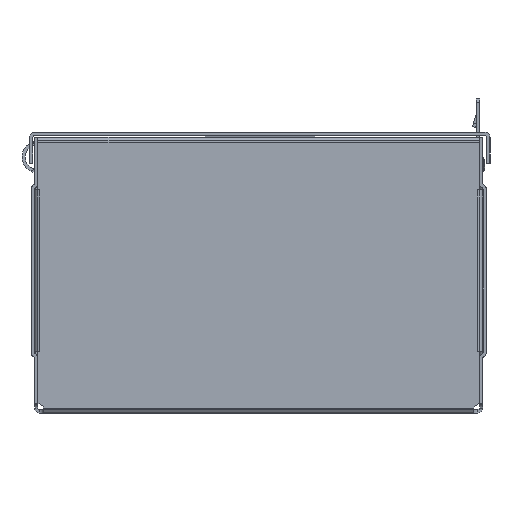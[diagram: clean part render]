
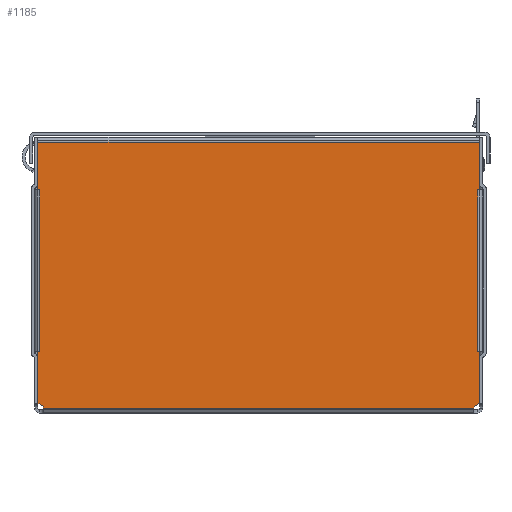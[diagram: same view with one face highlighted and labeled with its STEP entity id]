
A CAD part, left-side view. The second image highlights one B-rep face of the part: STEP entity #1185.
In plain terms, the highlighted planar face has unit normal (-1, 0, 0).
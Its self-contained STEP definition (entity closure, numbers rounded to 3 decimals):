
#1185 = ADVANCED_FACE( '', ( #2500 ), #2501, .F. );
#2500 = FACE_OUTER_BOUND( '', #4073, .T. );
#2501 = PLANE( '', #4074 );
#4073 = EDGE_LOOP( '', ( #7348, #7349, #7350, #7351, #7352, #7353, #7354, #7355, #7356, #7357, #7358, #7359, #7360, #7361, #7362, #7363, #7364, #7365 ) );
#4074 = AXIS2_PLACEMENT_3D( '', #7366, #7367, #7368 );
#7348 = ORIENTED_EDGE( '', *, *, #8964, .T. );
#7349 = ORIENTED_EDGE( '', *, *, #9450, .T. );
#7350 = ORIENTED_EDGE( '', *, *, #9413, .F. );
#7351 = ORIENTED_EDGE( '', *, *, #9664, .F. );
#7352 = ORIENTED_EDGE( '', *, *, #9727, .F. );
#7353 = ORIENTED_EDGE( '', *, *, #8676, .T. );
#7354 = ORIENTED_EDGE( '', *, *, #9728, .F. );
#7355 = ORIENTED_EDGE( '', *, *, #8990, .T. );
#7356 = ORIENTED_EDGE( '', *, *, #9400, .F. );
#7357 = ORIENTED_EDGE( '', *, *, #9729, .T. );
#7358 = ORIENTED_EDGE( '', *, *, #9219, .T. );
#7359 = ORIENTED_EDGE( '', *, *, #9730, .T. );
#7360 = ORIENTED_EDGE( '', *, *, #9056, .T. );
#7361 = ORIENTED_EDGE( '', *, *, #9438, .F. );
#7362 = ORIENTED_EDGE( '', *, *, #9520, .F. );
#7363 = ORIENTED_EDGE( '', *, *, #9227, .T. );
#7364 = ORIENTED_EDGE( '', *, *, #8413, .F. );
#7365 = ORIENTED_EDGE( '', *, *, #9509, .T. );
#7366 = CARTESIAN_POINT( '', ( -762., 709.46, 0. ) );
#7367 = DIRECTION( '', ( 1., 0., 0. ) );
#7368 = DIRECTION( '', ( 0., 0., -1. ) );
#8413 = EDGE_CURVE( '', #9934, #9930, #9936, .T. );
#8676 = EDGE_CURVE( '', #10409, #10407, #10410, .T. );
#8964 = EDGE_CURVE( '', #10903, #10901, #10904, .T. );
#8990 = EDGE_CURVE( '', #10945, #10943, #10946, .T. );
#9056 = EDGE_CURVE( '', #11045, #11043, #11046, .T. );
#9219 = EDGE_CURVE( '', #11284, #11134, #11285, .T. );
#9227 = EDGE_CURVE( '', #10674, #9930, #11296, .T. );
#9400 = EDGE_CURVE( '', #11547, #10943, #11549, .T. );
#9413 = EDGE_CURVE( '', #11566, #11567, #11568, .T. );
#9438 = EDGE_CURVE( '', #11595, #11043, #11597, .T. );
#9450 = EDGE_CURVE( '', #10901, #11567, #11614, .T. );
#9509 = EDGE_CURVE( '', #9934, #10903, #11685, .T. );
#9520 = EDGE_CURVE( '', #10674, #11595, #11696, .T. );
#9664 = EDGE_CURVE( '', #11870, #11566, #11872, .T. );
#9727 = EDGE_CURVE( '', #10409, #11870, #11944, .T. );
#9728 = EDGE_CURVE( '', #10945, #10407, #11945, .T. );
#9729 = EDGE_CURVE( '', #11547, #11284, #11946, .T. );
#9730 = EDGE_CURVE( '', #11134, #11045, #11947, .T. );
#9930 = VERTEX_POINT( '', #12162 );
#9934 = VERTEX_POINT( '', #12168 );
#9936 = LINE( '', #12171, #12172 );
#10407 = VERTEX_POINT( '', #12838 );
#10409 = VERTEX_POINT( '', #12840 );
#10410 = LINE( '', #12841, #12842 );
#10674 = VERTEX_POINT( '', #13249 );
#10901 = VERTEX_POINT( '', #13562 );
#10903 = VERTEX_POINT( '', #13564 );
#10904 = LINE( '', #13565, #13566 );
#10943 = VERTEX_POINT( '', #13618 );
#10945 = VERTEX_POINT( '', #13621 );
#10946 = LINE( '', #13622, #13623 );
#11043 = VERTEX_POINT( '', #13753 );
#11045 = VERTEX_POINT( '', #13756 );
#11046 = LINE( '', #13757, #13758 );
#11134 = VERTEX_POINT( '', #13901 );
#11284 = VERTEX_POINT( '', #14159 );
#11285 = LINE( '', #14160, #14161 );
#11296 = LINE( '', #14189, #14190 );
#11547 = VERTEX_POINT( '', #14553 );
#11549 = LINE( '', #14556, #14557 );
#11566 = VERTEX_POINT( '', #14579 );
#11567 = VERTEX_POINT( '', #14580 );
#11568 = LINE( '', #14581, #14582 );
#11595 = VERTEX_POINT( '', #14620 );
#11597 = LINE( '', #14623, #14624 );
#11614 = LINE( '', #14647, #14648 );
#11685 = LINE( '', #14752, #14753 );
#11696 = LINE( '', #14780, #14781 );
#11870 = VERTEX_POINT( '', #15011 );
#11872 = LINE( '', #15014, #15015 );
#11944 = LINE( '', #15134, #15135 );
#11945 = LINE( '', #15136, #15137 );
#11946 = CIRCLE( '', #15138, 2.896 );
#11947 = CIRCLE( '', #15139, 2.896 );
#12162 = CARTESIAN_POINT( '', ( -762., -100.848, 102.743 ) );
#12168 = CARTESIAN_POINT( '', ( -762., -100.848, 102.745 ) );
#12171 = CARTESIAN_POINT( '', ( -762., -100.848, 28.217 ) );
#12172 = VECTOR( '', #15437, 1000. );
#12838 = CARTESIAN_POINT( '', ( -762., 100.848, 28.219 ) );
#12840 = CARTESIAN_POINT( '', ( -762., 100.848, 102.743 ) );
#12841 = CARTESIAN_POINT( '', ( -762., 100.848, 102.743 ) );
#12842 = VECTOR( '', #15769, 1000. );
#13249 = CARTESIAN_POINT( '', ( -762., -100.848, 28.219 ) );
#13562 = CARTESIAN_POINT( '', ( -762., -101.661, 124.663 ) );
#13564 = CARTESIAN_POINT( '', ( -762., -101.661, 102.745 ) );
#13565 = CARTESIAN_POINT( '', ( -762., -101.661, 2.337 ) );
#13566 = VECTOR( '', #16099, 1000. );
#13618 = CARTESIAN_POINT( '', ( -762., 101.661, 28.217 ) );
#13621 = CARTESIAN_POINT( '', ( -762., 100.848, 28.217 ) );
#13622 = CARTESIAN_POINT( '', ( -762., 101.661, 28.217 ) );
#13623 = VECTOR( '', #16130, 1000. );
#13753 = CARTESIAN_POINT( '', ( -762., -101.661, 28.217 ) );
#13756 = CARTESIAN_POINT( '', ( -762., -101.661, 4.289 ) );
#13757 = CARTESIAN_POINT( '', ( -762., -101.661, 2.337 ) );
#13758 = VECTOR( '', #16219, 1000. );
#13901 = CARTESIAN_POINT( '', ( -762., -99.052, 2.337 ) );
#14159 = CARTESIAN_POINT( '', ( -762., 99.052, 2.337 ) );
#14160 = CARTESIAN_POINT( '', ( -762., 709.46, 2.337 ) );
#14161 = VECTOR( '', #16373, 1000. );
#14189 = CARTESIAN_POINT( '', ( -762., -100.848, 28.219 ) );
#14190 = VECTOR( '', #16382, 1000. );
#14553 = CARTESIAN_POINT( '', ( -762., 101.661, 4.289 ) );
#14556 = CARTESIAN_POINT( '', ( -762., 101.661, 2.337 ) );
#14557 = VECTOR( '', #16575, 1000. );
#14579 = CARTESIAN_POINT( '', ( -762., 101.661, 102.745 ) );
#14580 = CARTESIAN_POINT( '', ( -762., 101.661, 124.663 ) );
#14581 = CARTESIAN_POINT( '', ( -762., 101.661, 2.337 ) );
#14582 = VECTOR( '', #16587, 1000. );
#14620 = CARTESIAN_POINT( '', ( -762., -100.848, 28.217 ) );
#14623 = CARTESIAN_POINT( '', ( -762., -101.661, 28.217 ) );
#14624 = VECTOR( '', #16612, 1000. );
#14647 = CARTESIAN_POINT( '', ( -762., -101.661, 124.663 ) );
#14648 = VECTOR( '', #16625, 1000. );
#14752 = CARTESIAN_POINT( '', ( -762., -101.661, 102.745 ) );
#14753 = VECTOR( '', #16680, 1000. );
#14780 = CARTESIAN_POINT( '', ( -762., -100.848, 28.217 ) );
#14781 = VECTOR( '', #16688, 1000. );
#15011 = CARTESIAN_POINT( '', ( -762., 100.848, 102.745 ) );
#15014 = CARTESIAN_POINT( '', ( -762., 101.661, 102.745 ) );
#15015 = VECTOR( '', #16833, 1000. );
#15134 = CARTESIAN_POINT( '', ( -762., 100.848, 102.745 ) );
#15135 = VECTOR( '', #16884, 1000. );
#15136 = CARTESIAN_POINT( '', ( -762., 100.848, 102.745 ) );
#15137 = VECTOR( '', #16885, 1000. );
#15138 = AXIS2_PLACEMENT_3D( '', #16886, #16887, #16888 );
#15139 = AXIS2_PLACEMENT_3D( '', #16889, #16890, #16891 );
#15437 = DIRECTION( '', ( 0., 0., -1. ) );
#15769 = DIRECTION( '', ( 0., 0., -1. ) );
#16099 = DIRECTION( '', ( 0., 0., 1. ) );
#16130 = DIRECTION( '', ( 0., 1., 0. ) );
#16219 = DIRECTION( '', ( 0., 0., 1. ) );
#16373 = DIRECTION( '', ( 0., -1., 0. ) );
#16382 = DIRECTION( '', ( 0., 0., 1. ) );
#16575 = DIRECTION( '', ( 0., 0., 1. ) );
#16587 = DIRECTION( '', ( 0., 0., 1. ) );
#16612 = DIRECTION( '', ( 0., -1., 0. ) );
#16625 = DIRECTION( '', ( 0., 1., 0. ) );
#16680 = DIRECTION( '', ( 0., -1., 0. ) );
#16688 = DIRECTION( '', ( 0., 0., -1. ) );
#16833 = DIRECTION( '', ( 0., 1., 0. ) );
#16884 = DIRECTION( '', ( 0., 0., 1. ) );
#16885 = DIRECTION( '', ( 0., 0., 1. ) );
#16886 = CARTESIAN_POINT( '', ( -762., 101.791, 1.397 ) );
#16887 = DIRECTION( '', ( 1., 0., 0. ) );
#16888 = DIRECTION( '', ( 0., 0., -1. ) );
#16889 = CARTESIAN_POINT( '', ( -762., -101.791, 1.397 ) );
#16890 = DIRECTION( '', ( 1., 0., 0. ) );
#16891 = DIRECTION( '', ( 0., 0., -1. ) );
